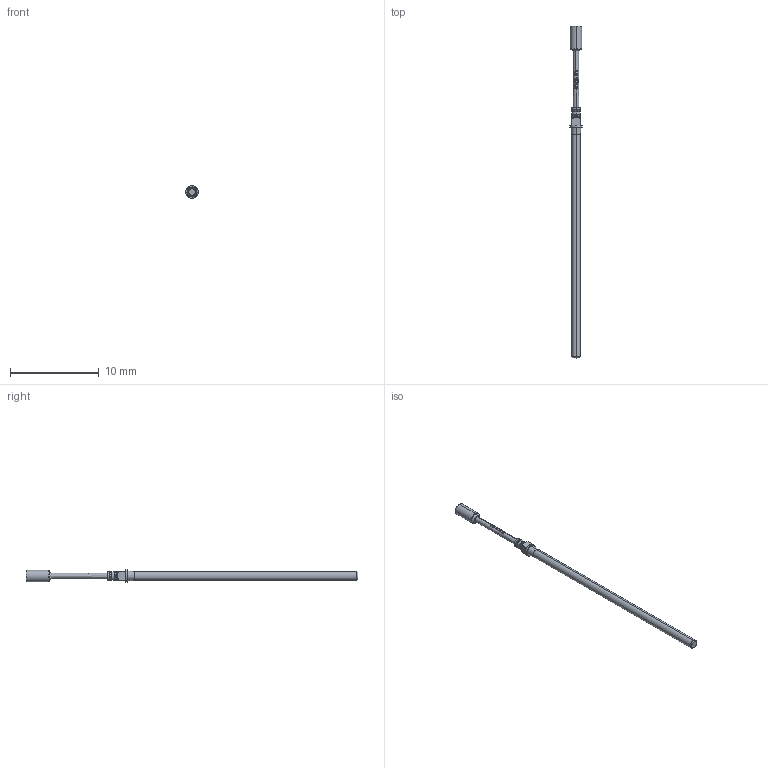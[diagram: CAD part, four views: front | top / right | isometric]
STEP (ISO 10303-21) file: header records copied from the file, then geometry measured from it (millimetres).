
FILE_DESCRIPTION (( 'STEP AP203' ), '1' );
FILE_NAME ('INGUN_GKS-075_006_130_A_xx02_M.STEP', '2021-09-29T05:36:31', ( 'ochi' ), ( '' ), 'SwSTEP 2.0', 'SolidWorks 2018', '' );
FILE_SCHEMA (( 'CONFIG_CONTROL_DESIGN' ));
Length unit declared in the file: millimetre
Products named in the file (1): INGUN_GKS-075_006_130_A_xx02_M
Bounding box: 1.4 x 37.4 x 1.4 mm (x, y, z)
Volume: 27.7 mm3; surface area: 124.9 mm2
Topology: 1 solids, 1 shells, 154 faces, 379 edges, 232 vertices
Faces by surface type: bspline 51, plane 49, cone 28, cylinder 18, torus 8
Entity records: 5517 total; most frequent: CARTESIAN_POINT 2382, ORIENTED_EDGE 758, DIRECTION 440, EDGE_CURVE 379, VERTEX_POINT 232, B_SPLINE_CURVE_WITH_KNOTS 183, AXIS2_PLACEMENT_3D 170, EDGE_LOOP 159
